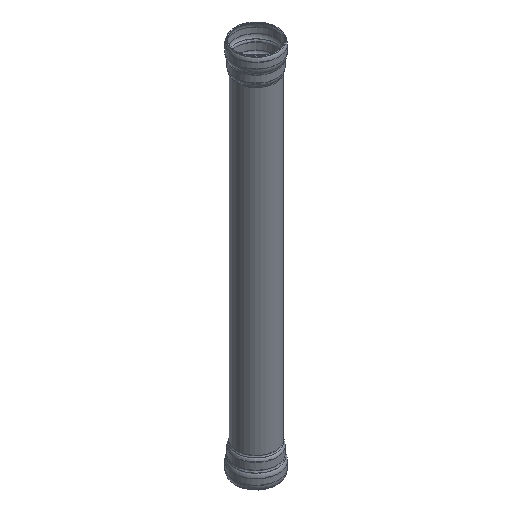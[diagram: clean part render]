
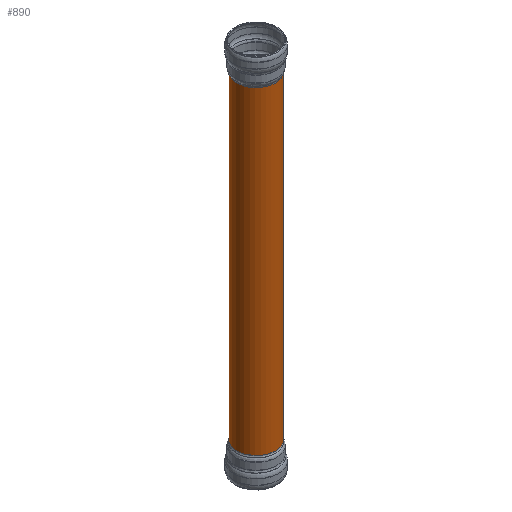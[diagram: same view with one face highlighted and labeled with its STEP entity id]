
A CAD part, isometric view. The second image highlights one B-rep face of the part: STEP entity #890.
In plain terms, the highlighted cylindrical face has radius 510 mm (diameter 1020 mm), a full revolution.
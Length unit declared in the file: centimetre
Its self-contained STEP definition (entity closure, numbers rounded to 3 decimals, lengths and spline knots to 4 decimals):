
#240=FACE_OUTER_BOUND('',#276,.T.);
#276=EDGE_LOOP('',(#813,#814,#815,#816,#817,#818));
#296=LINE('',#1612,#344);
#344=VECTOR('',#1278,51.);
#405=CIRCLE('',#938,51.);
#406=CIRCLE('',#939,51.);
#445=CIRCLE('',#995,51.);
#446=CIRCLE('',#996,51.);
#523=VERTEX_POINT('',#1512);
#524=VERTEX_POINT('',#1514);
#553=VERTEX_POINT('',#1606);
#554=VERTEX_POINT('',#1608);
#595=EDGE_CURVE('',#524,#523,#405,.T.);
#596=EDGE_CURVE('',#523,#524,#406,.T.);
#642=EDGE_CURVE('',#553,#554,#445,.T.);
#643=EDGE_CURVE('',#554,#553,#446,.T.);
#644=EDGE_CURVE('',#524,#554,#296,.T.);
#813=ORIENTED_EDGE('',*,*,#596,.T.);
#814=ORIENTED_EDGE('',*,*,#644,.T.);
#815=ORIENTED_EDGE('',*,*,#642,.F.);
#816=ORIENTED_EDGE('',*,*,#643,.F.);
#817=ORIENTED_EDGE('',*,*,#644,.F.);
#818=ORIENTED_EDGE('',*,*,#595,.T.);
#858=CYLINDRICAL_SURFACE('',#997,51.);
#890=ADVANCED_FACE('',(#240),#858,.T.);
#938=AXIS2_PLACEMENT_3D('',#1515,#1151,#1152);
#939=AXIS2_PLACEMENT_3D('',#1516,#1153,#1154);
#995=AXIS2_PLACEMENT_3D('',#1609,#1272,#1273);
#996=AXIS2_PLACEMENT_3D('',#1610,#1274,#1275);
#997=AXIS2_PLACEMENT_3D('',#1611,#1276,#1277);
#1151=DIRECTION('center_axis',(0.,0.,-1.));
#1152=DIRECTION('ref_axis',(1.,0.,0.));
#1153=DIRECTION('center_axis',(0.,0.,-1.));
#1154=DIRECTION('ref_axis',(1.,0.,0.));
#1272=DIRECTION('center_axis',(0.,0.,-1.));
#1273=DIRECTION('ref_axis',(1.,0.,0.));
#1274=DIRECTION('center_axis',(0.,0.,-1.));
#1275=DIRECTION('ref_axis',(1.,0.,0.));
#1276=DIRECTION('center_axis',(0.,0.,-1.));
#1277=DIRECTION('ref_axis',(-1.,0.,0.));
#1278=DIRECTION('',(0.,0.,-1.));
#1512=CARTESIAN_POINT('',(435.116,-142.3669,423.966));
#1514=CARTESIAN_POINT('',(486.116,-91.3669,423.966));
#1515=CARTESIAN_POINT('Origin',(435.116,-91.3669,423.966));
#1516=CARTESIAN_POINT('Origin',(435.116,-91.3669,423.966));
#1606=CARTESIAN_POINT('',(435.116,-142.3669,-423.966));
#1608=CARTESIAN_POINT('',(486.116,-91.3669,-423.966));
#1609=CARTESIAN_POINT('Origin',(435.116,-91.3669,-423.966));
#1610=CARTESIAN_POINT('Origin',(435.116,-91.3669,-423.966));
#1611=CARTESIAN_POINT('Origin',(435.116,-91.3669,-408.483));
#1612=CARTESIAN_POINT('',(486.116,-91.3669,-408.483));
